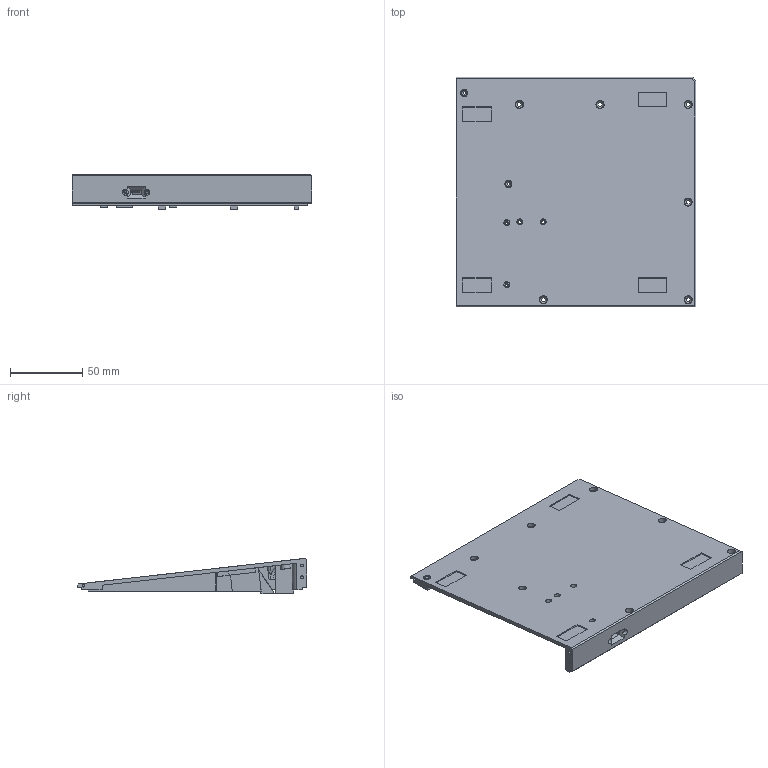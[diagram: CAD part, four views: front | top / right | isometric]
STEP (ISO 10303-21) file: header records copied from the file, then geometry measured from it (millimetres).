
FILE_DESCRIPTION(/* description */ (''),/* implementation_level */ '2;1');
FILE_NAME(/* name */ 'RightBottomV1.stp',/* time_stamp */ '2022-11-03T13:14:41+00:00',/* author */ ('benka'),/* organization */ (''),/* preprocessor_version */ 'ST-DEVELOPER v18.1',/* originating_system */ 'Autodesk Inventor 2022',/* authorisation */ '');
FILE_SCHEMA (('CONFIG_CONTROL_DESIGN'));
Length unit declared in the file: millimetre
Products named in the file (1): BottomStep
Bounding box: 166.28 x 159.53 x 24.53 mm (x, y, z)
Volume: 129129.5 mm3; surface area: 79029 mm2
Topology: 2 solids, 2 shells, 227 faces, 556 edges, 367 vertices
Faces by surface type: plane 169, cylinder 47, cone 8, torus 2, bspline 1
Full cylindrical faces by diameter (mm): 2 x8, 2.05 x1, 2.5 x2, 2.9 x6, 4 x6, 5 x2, 5.519 x1, 5.549 x1, 5.6 x6, 6.5 x1, 8 x2, 8.392 x1, 10 x2
Entity records: 7017 total; most frequent: CARTESIAN_POINT 1204, DIRECTION 1127, ORIENTED_EDGE 1112, EDGE_CURVE 556, LINE 431, VECTOR 431, VERTEX_POINT 367, AXIS2_PLACEMENT_3D 348
